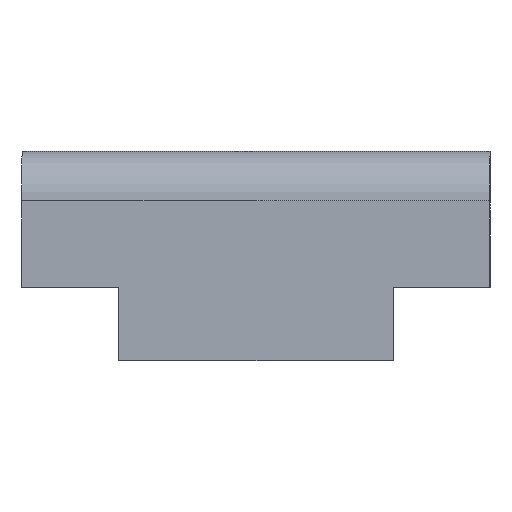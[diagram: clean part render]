
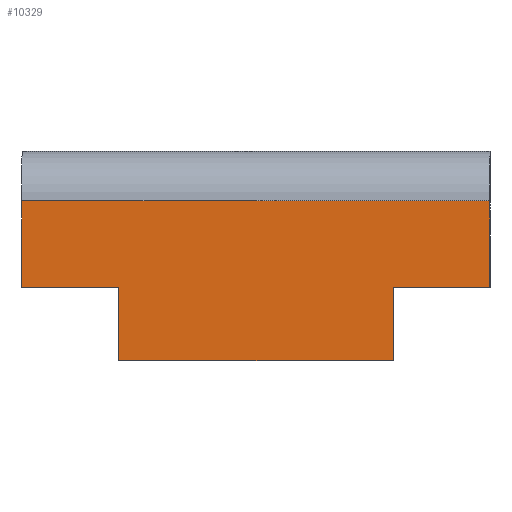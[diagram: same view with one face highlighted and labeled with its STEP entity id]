
A CAD part, left-side view. The second image highlights one B-rep face of the part: STEP entity #10329.
In plain terms, the highlighted planar face has unit normal (1, 0, 0).
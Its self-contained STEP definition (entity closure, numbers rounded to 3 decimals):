
#115 = VECTOR ( 'NONE', #445, 1000. ) ;
#134 = VECTOR ( 'NONE', #1072, 1000. ) ;
#151 = VERTEX_POINT ( 'NONE', #2168 ) ;
#445 = DIRECTION ( 'NONE',  ( 0., 1., 0. ) ) ;
#601 = DIRECTION ( 'NONE',  ( 0., -1., 0. ) ) ;
#807 = CARTESIAN_POINT ( 'NONE',  ( 0., 0., 0. ) ) ;
#1072 = DIRECTION ( 'NONE',  ( 0., 0., 1. ) ) ;
#1504 = EDGE_CURVE ( 'NONE', #151, #6131, #9992, .T. ) ;
#1584 = CARTESIAN_POINT ( 'NONE',  ( 0., 6.71, 1.05 ) ) ;
#1644 = VECTOR ( 'NONE', #601, 1000. ) ;
#1799 = VERTEX_POINT ( 'NONE', #11033 ) ;
#1864 = EDGE_LOOP ( 'NONE', ( #6610, #8729, #10816, #8908, #10524, #9473, #11381, #3236 ) ) ;
#2129 = VERTEX_POINT ( 'NONE', #5650 ) ;
#2168 = CARTESIAN_POINT ( 'NONE',  ( 0., 0., 1.05 ) ) ;
#2540 = LINE ( 'NONE', #807, #4060 ) ;
#2567 = CARTESIAN_POINT ( 'NONE',  ( 0., 5.325, 1.05 ) ) ;
#3236 = ORIENTED_EDGE ( 'NONE', *, *, #5933, .T. ) ;
#3251 = EDGE_CURVE ( 'NONE', #1799, #7880, #5504, .T. ) ;
#3289 = DIRECTION ( 'NONE',  ( 0., 0., 1. ) ) ;
#3493 = VECTOR ( 'NONE', #7295, 1000. ) ;
#4016 = CARTESIAN_POINT ( 'NONE',  ( 0., 6.71, 0. ) ) ;
#4060 = VECTOR ( 'NONE', #3289, 1000. ) ;
#4078 = LINE ( 'NONE', #4016, #115 ) ;
#4101 = AXIS2_PLACEMENT_3D ( 'NONE', #5236, #5126, #8502 ) ;
#4290 = CARTESIAN_POINT ( 'NONE',  ( 0., 1.385, 0. ) ) ;
#4377 = EDGE_CURVE ( 'NONE', #11128, #7538, #7562, .T. ) ;
#4421 = CARTESIAN_POINT ( 'NONE',  ( 0., 1.385, 1.05 ) ) ;
#4648 = EDGE_CURVE ( 'NONE', #2129, #7538, #7352, .T. ) ;
#4724 = PLANE ( 'NONE',  #4101 ) ;
#4982 = CARTESIAN_POINT ( 'NONE',  ( 0., 5.325, 1.05 ) ) ;
#5126 = DIRECTION ( 'NONE',  ( 1., 0., 0. ) ) ;
#5236 = CARTESIAN_POINT ( 'NONE',  ( 0., 6.71, 0. ) ) ;
#5500 = LINE ( 'NONE', #8875, #134 ) ;
#5504 = LINE ( 'NONE', #7173, #6599 ) ;
#5520 = CARTESIAN_POINT ( 'NONE',  ( 0., 6.71, 1.05 ) ) ;
#5650 = CARTESIAN_POINT ( 'NONE',  ( 0., 5.325, 0. ) ) ;
#5933 = EDGE_CURVE ( 'NONE', #8099, #2129, #4078, .T. ) ;
#6131 = VERTEX_POINT ( 'NONE', #4421 ) ;
#6175 = VECTOR ( 'NONE', #9015, 1000. ) ;
#6584 = CARTESIAN_POINT ( 'NONE',  ( 0., 1.385, 0. ) ) ;
#6599 = VECTOR ( 'NONE', #10862, 1000. ) ;
#6610 = ORIENTED_EDGE ( 'NONE', *, *, #4648, .T. ) ;
#6646 = EDGE_CURVE ( 'NONE', #11128, #1799, #5500, .T. ) ;
#7173 = CARTESIAN_POINT ( 'NONE',  ( 0., 6.71, 2.29 ) ) ;
#7295 = DIRECTION ( 'NONE',  ( 0., 0., 1. ) ) ;
#7352 = LINE ( 'NONE', #10875, #3493 ) ;
#7538 = VERTEX_POINT ( 'NONE', #2567 ) ;
#7562 = LINE ( 'NONE', #4982, #1644 ) ;
#7685 = EDGE_CURVE ( 'NONE', #6131, #8099, #9253, .T. ) ;
#7880 = VERTEX_POINT ( 'NONE', #7881 ) ;
#7881 = CARTESIAN_POINT ( 'NONE',  ( 0., 0., 2.29 ) ) ;
#8099 = VERTEX_POINT ( 'NONE', #4290 ) ;
#8502 = DIRECTION ( 'NONE',  ( 0., 0., -1. ) ) ;
#8503 = EDGE_CURVE ( 'NONE', #151, #7880, #2540, .T. ) ;
#8729 = ORIENTED_EDGE ( 'NONE', *, *, #4377, .F. ) ;
#8875 = CARTESIAN_POINT ( 'NONE',  ( 0., 6.71, 0. ) ) ;
#8908 = ORIENTED_EDGE ( 'NONE', *, *, #3251, .T. ) ;
#9015 = DIRECTION ( 'NONE',  ( 0., 1., 0. ) ) ;
#9253 = LINE ( 'NONE', #6584, #9700 ) ;
#9473 = ORIENTED_EDGE ( 'NONE', *, *, #1504, .T. ) ;
#9700 = VECTOR ( 'NONE', #10066, 1000. ) ;
#9992 = LINE ( 'NONE', #5520, #6175 ) ;
#10066 = DIRECTION ( 'NONE',  ( 0., 0., -1. ) ) ;
#10329 = ADVANCED_FACE ( 'NONE', ( #11052 ), #4724, .T. ) ;
#10524 = ORIENTED_EDGE ( 'NONE', *, *, #8503, .F. ) ;
#10816 = ORIENTED_EDGE ( 'NONE', *, *, #6646, .T. ) ;
#10862 = DIRECTION ( 'NONE',  ( 0., -1., 0. ) ) ;
#10875 = CARTESIAN_POINT ( 'NONE',  ( 0., 5.325, 0. ) ) ;
#11033 = CARTESIAN_POINT ( 'NONE',  ( 0., 6.71, 2.29 ) ) ;
#11052 = FACE_OUTER_BOUND ( 'NONE', #1864, .T. ) ;
#11128 = VERTEX_POINT ( 'NONE', #1584 ) ;
#11381 = ORIENTED_EDGE ( 'NONE', *, *, #7685, .T. ) ;
